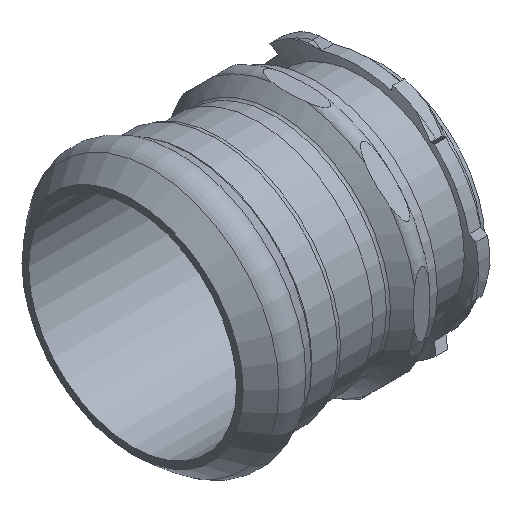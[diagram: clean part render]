
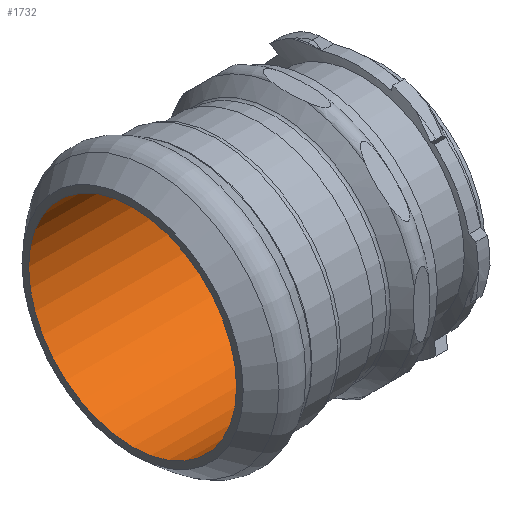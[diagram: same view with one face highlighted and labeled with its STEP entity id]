
A CAD part, isometric view. The second image highlights one B-rep face of the part: STEP entity #1732.
In plain terms, the highlighted cylindrical face has radius 25 mm (diameter 50 mm), a full revolution.
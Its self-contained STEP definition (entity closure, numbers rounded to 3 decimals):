
#324=FACE_OUTER_BOUND('',#430,.T.);
#430=EDGE_LOOP('',(#1191,#1192,#1193,#1194));
#546=LINE('',#2476,#593);
#593=VECTOR('',#2058,25.);
#640=CIRCLE('',#1868,25.);
#641=CIRCLE('',#1869,25.);
#755=VERTEX_POINT('',#2473);
#756=VERTEX_POINT('',#2475);
#931=EDGE_CURVE('',#755,#755,#640,.T.);
#932=EDGE_CURVE('',#755,#756,#546,.T.);
#933=EDGE_CURVE('',#756,#756,#641,.T.);
#1191=ORIENTED_EDGE('',*,*,#931,.F.);
#1192=ORIENTED_EDGE('',*,*,#932,.T.);
#1193=ORIENTED_EDGE('',*,*,#933,.T.);
#1194=ORIENTED_EDGE('',*,*,#932,.F.);
#1711=CYLINDRICAL_SURFACE('',#1867,25.);
#1732=ADVANCED_FACE('',(#324),#1711,.F.);
#1867=AXIS2_PLACEMENT_3D('',#2472,#2054,#2055);
#1868=AXIS2_PLACEMENT_3D('',#2474,#2056,#2057);
#1869=AXIS2_PLACEMENT_3D('',#2477,#2059,#2060);
#2054=DIRECTION('center_axis',(1.,0.,0.));
#2055=DIRECTION('ref_axis',(0.,0.,
1.));
#2056=DIRECTION('center_axis',(1.,0.,0.));
#2057=DIRECTION('ref_axis',(0.,0.,
1.));
#2058=DIRECTION('',(1.,0.,0.));
#2059=DIRECTION('center_axis',(1.,0.,0.));
#2060=DIRECTION('ref_axis',(0.,0.,1.));
#2472=CARTESIAN_POINT('Origin',(-42.,0.,0.));
#2473=CARTESIAN_POINT('',(-42.,0.,-25.));
#2474=CARTESIAN_POINT('Origin',(-42.,0.,0.));
#2475=CARTESIAN_POINT('',(-1.9,0.,-25.));
#2476=CARTESIAN_POINT('',(-42.,0.,-25.));
#2477=CARTESIAN_POINT('Origin',(-1.9,0.,
0.));
